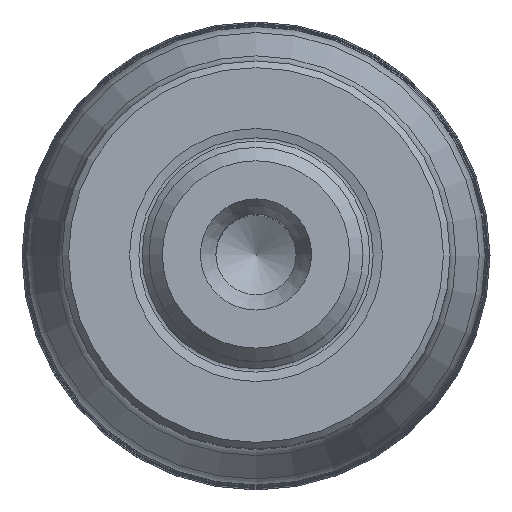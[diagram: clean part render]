
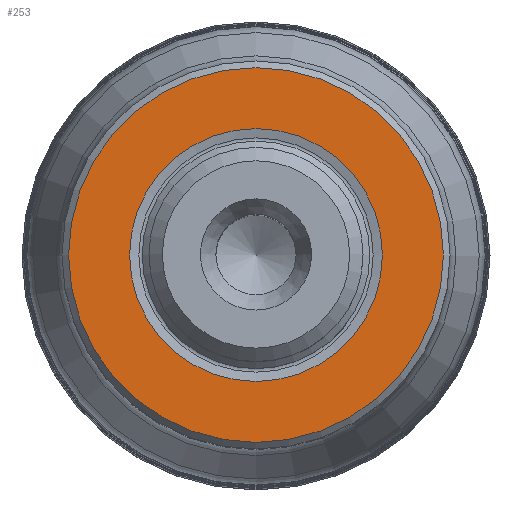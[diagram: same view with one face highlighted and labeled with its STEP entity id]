
A CAD part, top view. The second image highlights one B-rep face of the part: STEP entity #253.
In plain terms, the highlighted planar face has unit normal (0, 0, 1).
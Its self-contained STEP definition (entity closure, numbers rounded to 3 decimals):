
#235=PLANE('',#1105);
#253=ADVANCED_FACE('',(#347,#348),#235,.F.);
#347=FACE_BOUND('',#514,.T.);
#348=FACE_BOUND('',#515,.T.);
#514=EDGE_LOOP('',(#680));
#515=EDGE_LOOP('',(#681));
#680=ORIENTED_EDGE('',*,*,#930,.T.);
#681=ORIENTED_EDGE('',*,*,#931,.T.);
#846=VERTEX_POINT('',#1505);
#847=VERTEX_POINT('',#1507);
#930=EDGE_CURVE('',#846,#846,#1013,.T.);
#931=EDGE_CURVE('',#847,#847,#1014,.T.);
#1013=CIRCLE('',#1103,14.);
#1014=CIRCLE('',#1104,9.449);
#1103=AXIS2_PLACEMENT_3D('',#1504,#1232,#1233);
#1104=AXIS2_PLACEMENT_3D('',#1506,#1234,#1235);
#1105=AXIS2_PLACEMENT_3D('',#1508,#1236,#1237);
#1232=DIRECTION('',(0.,0.,1.));
#1233=DIRECTION('',(-1.,0.,0.));
#1234=DIRECTION('',(0.,0.,-1.));
#1235=DIRECTION('',(-1.,0.,0.));
#1236=DIRECTION('',(0.,0.,-1.));
#1237=DIRECTION('',(-1.,0.,0.));
#1504=CARTESIAN_POINT('',(0.,0.,0.));
#1505=CARTESIAN_POINT('',(-14.,0.,0.));
#1506=CARTESIAN_POINT('',(0.,0.,0.));
#1507=CARTESIAN_POINT('',(-9.449,0.,0.));
#1508=CARTESIAN_POINT('',(0.,0.,0.));
